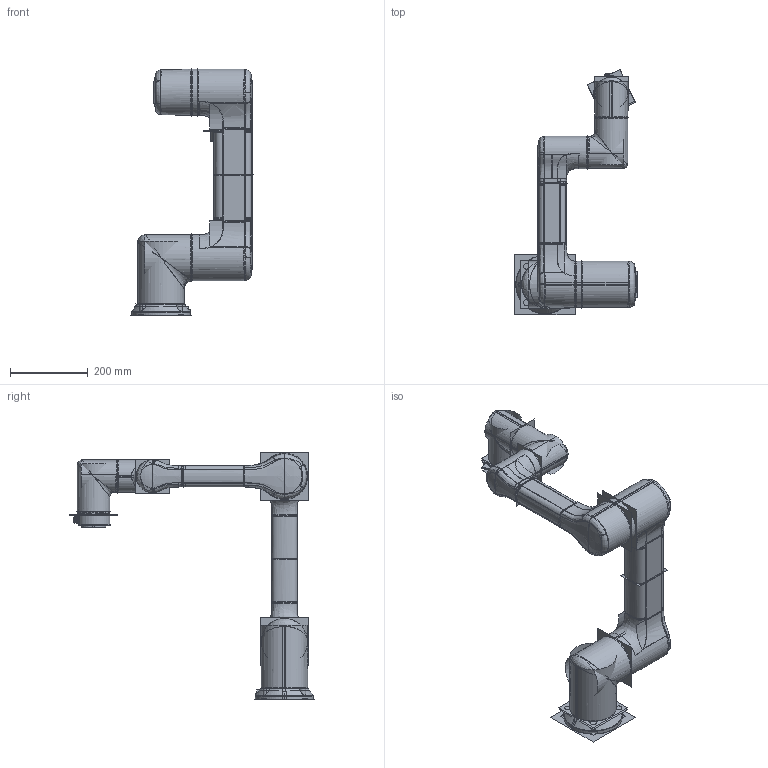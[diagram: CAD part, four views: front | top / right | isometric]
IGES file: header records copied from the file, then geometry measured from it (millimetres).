
Start section:  PTC IGES file: hcr5_dummy_assy_190221.igs
Global section: file name: hcr5_dummy_assy_190221.igs; native system: Creo Parametric by Parametric Technology Corporation; preprocessor: 2015440; author: song102; organization: Unknown; date: 20190221.170203; units: millimetre
Bounding box: 314.54 x 629.76 x 636.14 mm (x, y, z)
Volume: 12304338.2 mm3; surface area: 6105530.7 mm2
Topology: 13 solids, 44 shells, 2044 faces, 13108 edges, 18455 vertices
Faces by surface type: revolution 1052, bspline 918, extrusion 74
